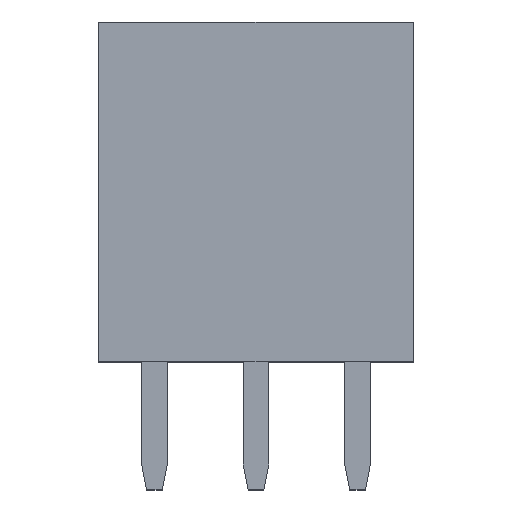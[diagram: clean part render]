
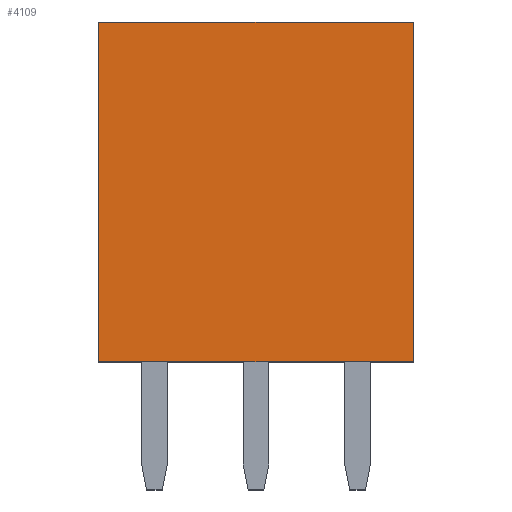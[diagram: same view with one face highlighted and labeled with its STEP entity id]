
A CAD part, top view. The second image highlights one B-rep face of the part: STEP entity #4109.
In plain terms, the highlighted planar face has unit normal (0, 0, 1).
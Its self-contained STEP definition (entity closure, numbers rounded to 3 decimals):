
#2672 = VERTEX_POINT('',#2673);
#2673 = CARTESIAN_POINT('',(3.935,0.,1.25));
#2679 = EDGE_CURVE('',#2680,#2672,#2682,.T.);
#2680 = VERTEX_POINT('',#2681);
#2681 = CARTESIAN_POINT('',(-3.935,0.,1.25));
#2682 = LINE('',#2683,#2684);
#2683 = CARTESIAN_POINT('',(-3.935,0.,1.25));
#2684 = VECTOR('',#2685,1.);
#2685 = DIRECTION('',(1.,0.,0.));
#3887 = VERTEX_POINT('',#3888);
#3888 = CARTESIAN_POINT('',(3.935,8.5,1.25));
#3905 = VERTEX_POINT('',#3906);
#3906 = CARTESIAN_POINT('',(-3.935,8.5,1.25));
#3912 = EDGE_CURVE('',#3905,#3887,#3913,.T.);
#3913 = LINE('',#3914,#3915);
#3914 = CARTESIAN_POINT('',(-3.935,8.5,1.25));
#3915 = VECTOR('',#3916,1.);
#3916 = DIRECTION('',(1.,0.,0.));
#4109 = ADVANCED_FACE('',(#4110),#4126,.T.);
#4110 = FACE_BOUND('',#4111,.T.);
#4111 = EDGE_LOOP('',(#4112,#4118,#4119,#4125));
#4112 = ORIENTED_EDGE('',*,*,#4113,.T.);
#4113 = EDGE_CURVE('',#2672,#3887,#4114,.T.);
#4114 = LINE('',#4115,#4116);
#4115 = CARTESIAN_POINT('',(3.935,0.,1.25));
#4116 = VECTOR('',#4117,1.);
#4117 = DIRECTION('',(0.,1.,0.));
#4118 = ORIENTED_EDGE('',*,*,#3912,.F.);
#4119 = ORIENTED_EDGE('',*,*,#4120,.F.);
#4120 = EDGE_CURVE('',#2680,#3905,#4121,.T.);
#4121 = LINE('',#4122,#4123);
#4122 = CARTESIAN_POINT('',(-3.935,0.,1.25));
#4123 = VECTOR('',#4124,1.);
#4124 = DIRECTION('',(0.,1.,0.));
#4125 = ORIENTED_EDGE('',*,*,#2679,.T.);
#4126 = PLANE('',#4127);
#4127 = AXIS2_PLACEMENT_3D('',#4128,#4129,#4130);
#4128 = CARTESIAN_POINT('',(-3.935,4.25,1.25));
#4129 = DIRECTION('',(0.,0.,1.));
#4130 = DIRECTION('',(0.,-1.,0.));
